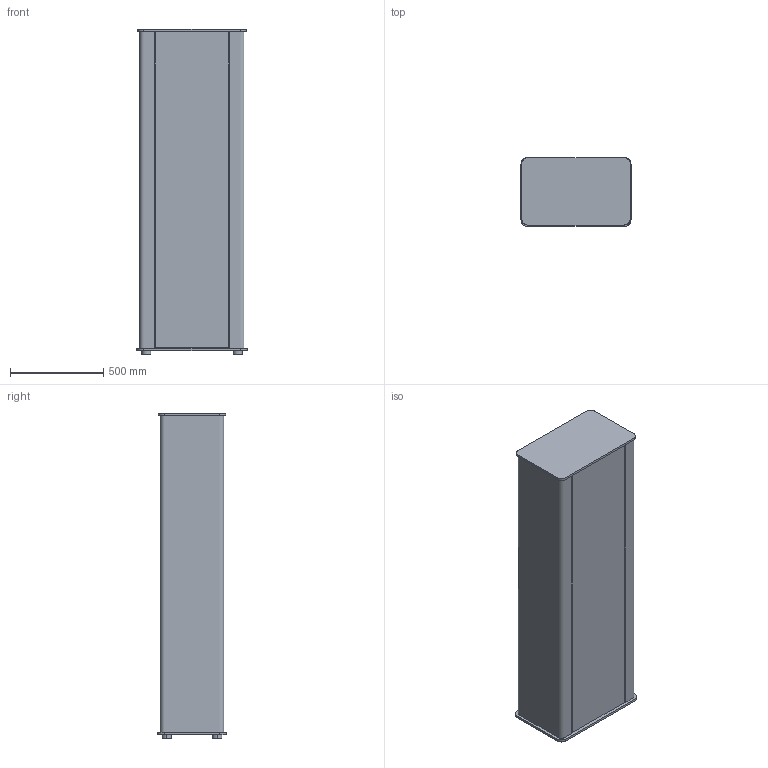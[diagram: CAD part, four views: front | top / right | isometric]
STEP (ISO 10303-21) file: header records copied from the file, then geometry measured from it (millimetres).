
FILE_DESCRIPTION(/* description */ (''),/* implementation_level */ '2;1');
FILE_NAME(/* name */ '2190-B - Milo day',/* time_stamp */ '2010-11-04T15:45:07+01:00',/* author */ (''),/* organization */ (''),/* preprocessor_version */ 'ST-DEVELOPER v10',/* originating_system */ '',/* authorisation */ '');
FILE_SCHEMA (('CONFIG_CONTROL_DESIGN'));
Length unit declared in the file: centimetre
Products named in the file (1): 1
Bounding box: 590 x 370 x 1747 mm (x, y, z)
Volume: 23728412.5 mm3; surface area: 8347412.4 mm2
Topology: 28 solids, 28 shells, 184 faces, 384 edges, 256 vertices
Faces by surface type: plane 150, bspline 34
Entity records: 4704 total; most frequent: CARTESIAN_POINT 1880, ORIENTED_EDGE 768, EDGE_CURVE 384, B_SPLINE_CURVE_WITH_KNOTS 268, VERTEX_POINT 256, ADVANCED_FACE 184, FACE_OUTER_BOUND 184, EDGE_LOOP 184
